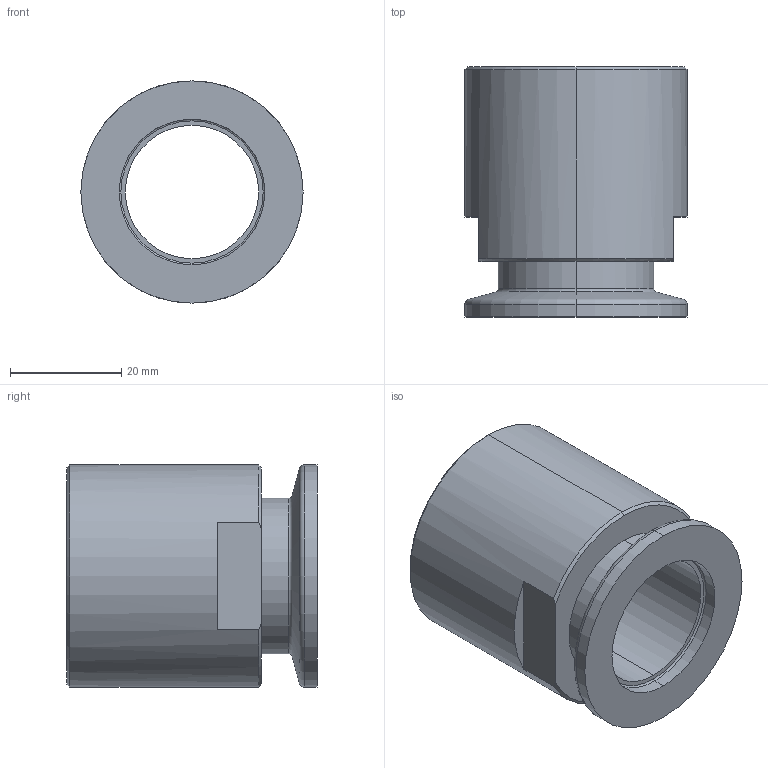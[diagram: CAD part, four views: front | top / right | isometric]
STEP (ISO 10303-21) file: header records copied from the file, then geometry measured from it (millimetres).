
FILE_DESCRIPTION (( 'STEP AP214' ), '1' );
FILE_NAME ('122AAD025-1000.stp', '2017-04-10T13:22:17', ( '' ), ( '' ), 'SwSTEP 2.0', 'SolidWorks 2015', '' );
FILE_SCHEMA (( 'AUTOMOTIVE_DESIGN' ));
Length unit declared in the file: millimetre
Products named in the file (1): 122AAD025-1000
Bounding box: 40 x 45 x 40 mm (x, y, z)
Volume: 25568 mm3; surface area: 14341.3 mm2
Topology: 2 solids, 2 shells, 45 faces, 96 edges, 59 vertices
Faces by surface type: cylinder 18, plane 12, cone 9, torus 6
Entity records: 1779 total; most frequent: DIRECTION 243, CARTESIAN_POINT 213, ORIENTED_EDGE 192, AXIS2_PLACEMENT_3D 105, EDGE_CURVE 96, CIRCLE 59, VERTEX_POINT 59, EDGE_LOOP 53
